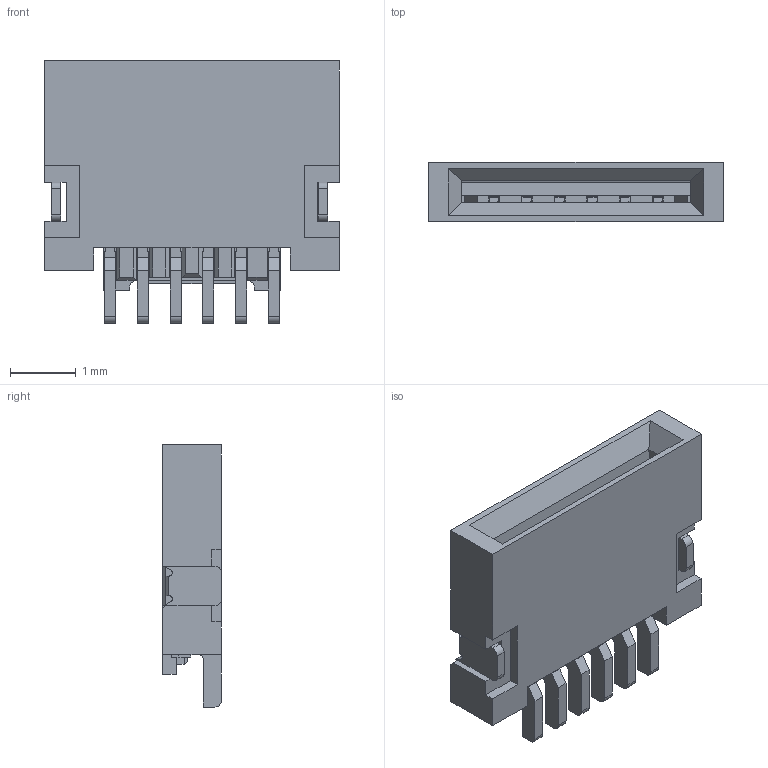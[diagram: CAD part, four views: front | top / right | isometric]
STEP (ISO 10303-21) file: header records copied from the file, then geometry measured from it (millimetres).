
FILE_DESCRIPTION (( 'STEP AP214' ), '1' );
FILE_NAME ('59453-061110EDHLF.STEP', '2023-10-19T14:20:10', ( '' ), ( '' ), 'SwSTEP 2.0', 'SolidWorks 2017', '' );
FILE_SCHEMA (( 'AUTOMOTIVE_DESIGN' ));
Length unit declared in the file: millimetre
Products named in the file (2): 59453-061110EDHLF; 59453-061110EDHLF_59453-061110EDHLF
Assembly tree (1 placements, depth 2):
  59453-061110EDHLF
    59453-061110EDHLF_59453-061110EDHLF
Bounding box: 4.5 x 0.9 x 4 mm (x, y, z)
Volume: 9.3 mm3; surface area: 103.8 mm2
Topology: 1 solids, 1 shells, 773 faces, 2353 edges, 1487 vertices
Faces by surface type: plane 677, cylinder 96
Entity records: 25899 total; most frequent: ORIENTED_EDGE 4708, CARTESIAN_POINT 4707, DIRECTION 4043, EDGE_CURVE 2354, VECTOR 2153, LINE 2153, VERTEX_POINT 1487, AXIS2_PLACEMENT_3D 945
